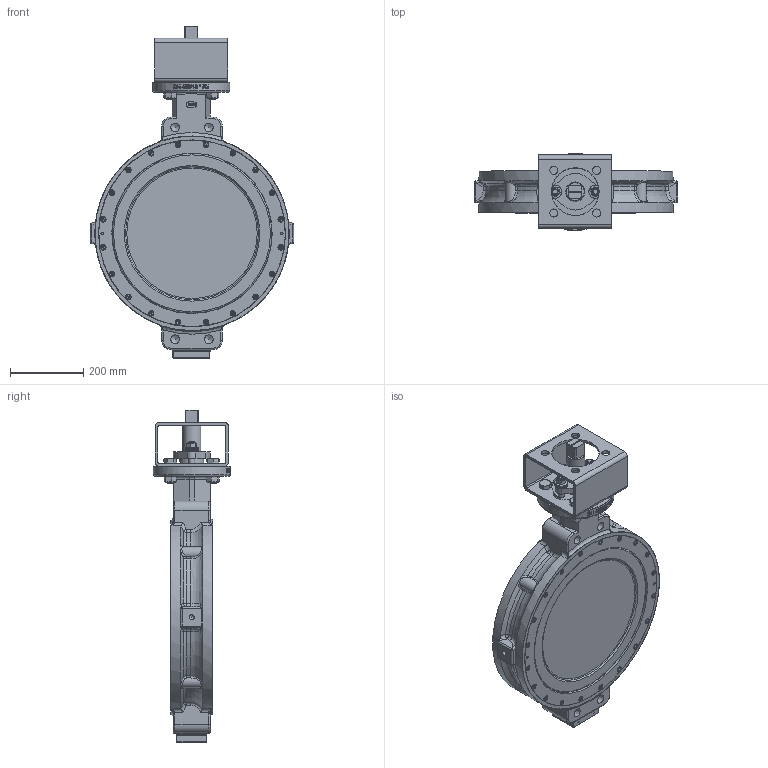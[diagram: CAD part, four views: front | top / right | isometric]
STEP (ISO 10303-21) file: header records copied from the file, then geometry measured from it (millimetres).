
FILE_DESCRIPTION((''),'2;1');
FILE_NAME('HP111 DN450-01.stp','2008-11-06T09:26:40',('hellwig'),(''),'Autodesk Inventor 2008','Autodesk Inventor 2008','');
FILE_SCHEMA(('AUTOMOTIVE_DESIGN { 1 0 10303 214 1 1 1 1 }'));
Length unit declared in the file: millimetre
Products named in the file (1): Bauteil7
Bounding box: 554 x 211.5 x 905.5 mm (x, y, z)
Volume: 17914751.8 mm3; surface area: 1872297.9 mm2
Topology: 67 solids, 67 shells, 1842 faces, 4337 edges, 2707 vertices
Faces by surface type: plane 670, bspline 494, cylinder 383, cone 222, torus 61, sphere 12
Full cylindrical faces by diameter (mm): 2 x1, 6 x4, 8 x20, 12 x4, 13 x20, 13.835 x1, 14 x3, 14.2 x3, 16 x4, 17.5 x2, 18 x4, 18.3 x12, 18.647 x4, 20 x8, 22 x4, 23.752 x4, 27.7 x4, 35.5 x12, 50 x2, 50.05 x6, 50.2 x5, 53 x1, 53.2 x1, 54.5 x1, 55 x1, 55.5 x1, 59 x2, 62.8 x1, 63.5 x1, 65.8 x1
Entity records: 88984 total; most frequent: CARTESIAN_POINT 51080, ORIENTED_EDGE 7218, DIRECTION 6760, EDGE_CURVE 3609, AXIS2_PLACEMENT_3D 2719, EDGE_LOOP 2559, VERTEX_POINT 2490, FACE_OUTER_BOUND 1842
